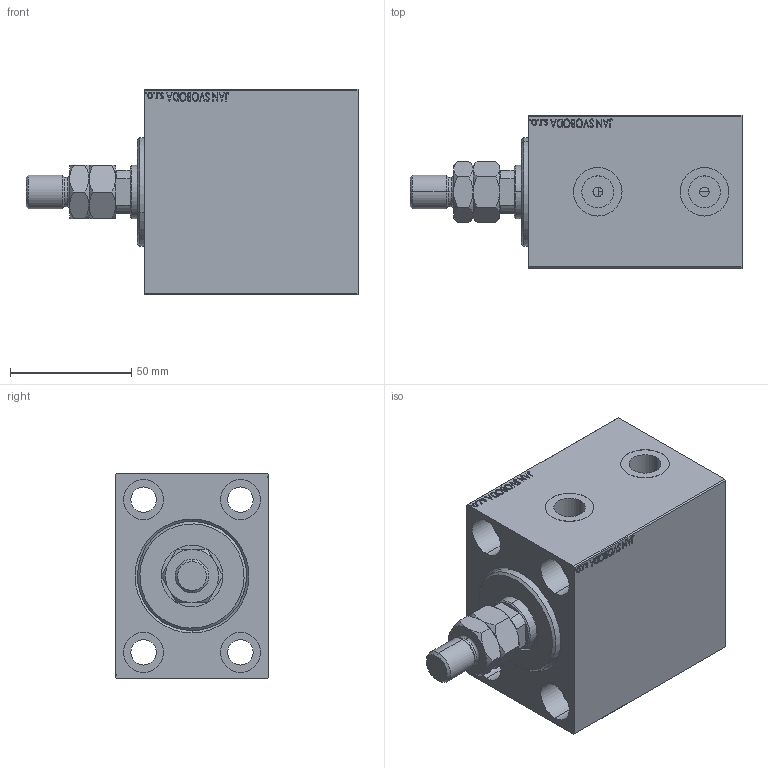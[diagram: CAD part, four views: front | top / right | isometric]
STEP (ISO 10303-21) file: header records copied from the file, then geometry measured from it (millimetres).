
FILE_DESCRIPTION (( 'STEP AP203' ), '1' );
FILE_NAME ('5841.STEP', '2021-05-17T09:34:18', ( '' ), ( '' ), 'SwSTEP 2.0', 'SolidWorks 2019', '' );
FILE_SCHEMA (( 'CONFIG_CONTROL_DESIGN' ));
Length unit declared in the file: millimetre
Products named in the file (5): V450CM_C_VCP bec6997d9499bb82f8fa56cfcd5acda3; V450CM_VC_B bec6997d9499bb82f8fa56cfcd5acda3; V450CM_C bec6997d9499bb82f8fa56cfcd5acda3; MTA bec6997d9499bb82f8fa56cfcd5acda3; 5841
Assembly tree (4 placements, depth 2):
  5841
    V450CM_C bec6997d9499bb82f8fa56cfcd5acda3
    V450CM_C_VCP bec6997d9499bb82f8fa56cfcd5acda3
    V450CM_VC_B bec6997d9499bb82f8fa56cfcd5acda3
    MTA bec6997d9499bb82f8fa56cfcd5acda3
Bounding box: 137 x 63 x 85 mm (x, y, z)
Volume: 419148 mm3; surface area: 82740.7 mm2
Topology: 4 solids, 4 shells, 911 faces, 2313 edges, 1521 vertices
Faces by surface type: plane 423, bspline 380, cylinder 64, cone 42, torus 2
Entity records: 45624 total; most frequent: CARTESIAN_POINT 25690, ORIENTED_EDGE 4622, DIRECTION 2729, EDGE_CURVE 2311, VERTEX_POINT 1521, VECTOR 1325, LINE 1325, EDGE_LOOP 1038
